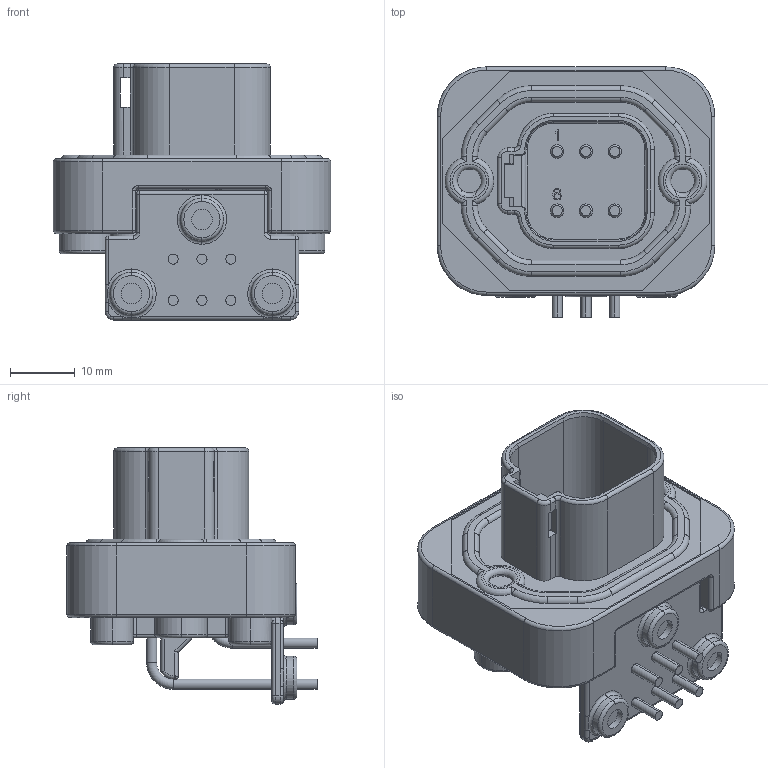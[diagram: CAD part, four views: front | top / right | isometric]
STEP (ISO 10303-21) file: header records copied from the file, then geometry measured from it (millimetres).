
FILE_DESCRIPTION((''),'2;1');
FILE_NAME('C-DT13-6P-99-3D','2022-10-13T08:45:51',('rr42925'),('Deere & Company'),'CREO PARAMETRIC BY PTC INC, 2021424','CREO PARAMETRIC BY PTC INC, 2021424','');
FILE_SCHEMA(('AUTOMOTIVE_DESIGN { 1 0 10303 214 1 1 1 1 }'));
Length unit declared in the file: millimetre
Products named in the file (1): C-DT13-6P-99-3D
Bounding box: 42.8 x 38.58 x 39.5 mm (x, y, z)
Volume: 19667.3 mm3; surface area: 10138.7 mm2
Topology: 1 solids, 1 shells, 587 faces, 1503 edges, 933 vertices
Faces by surface type: cylinder 231, plane 198, torus 104, bspline 24, cone 16, sphere 14
Entity records: 21764 total; most frequent: CARTESIAN_POINT 6331, DIRECTION 3178, ORIENTED_EDGE 2978, EDGE_CURVE 1489, AXIS2_PLACEMENT_3D 1227, VERTEX_POINT 933, VECTOR 724, LINE 724
